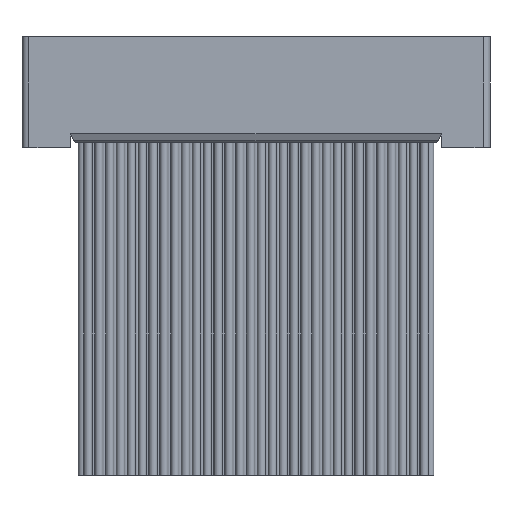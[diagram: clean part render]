
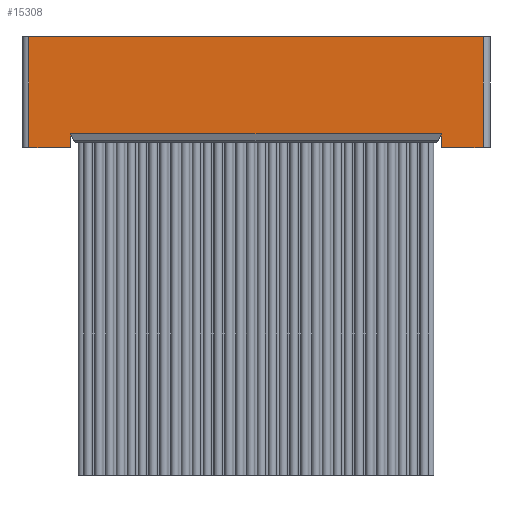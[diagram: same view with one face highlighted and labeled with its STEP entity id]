
A CAD part, front view. The second image highlights one B-rep face of the part: STEP entity #15308.
In plain terms, the highlighted planar face has unit normal (0, -1, 0).
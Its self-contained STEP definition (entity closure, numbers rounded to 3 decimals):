
#903=DIRECTION('',(1.,0.,0.));
#904=VECTOR('',#903,26.61);
#905=CARTESIAN_POINT('',(-13.192,-2.05,40.26));
#906=LINE('',#905,#904);
#907=DIRECTION('',(-1.,0.,0.));
#908=VECTOR('',#907,2.45);
#909=CARTESIAN_POINT('',(-10.742,-2.05,33.76));
#910=LINE('',#909,#908);
#915=DIRECTION('',(0.,0.,1.));
#916=VECTOR('',#915,6.5);
#917=CARTESIAN_POINT('',(13.418,-2.05,33.76));
#918=LINE('',#917,#916);
#3009=DIRECTION('',(1.,0.,0.));
#3010=VECTOR('',#3009,2.45);
#3011=CARTESIAN_POINT('',(10.968,-2.05,33.76));
#3012=LINE('',#3011,#3010);
#3060=DIRECTION('',(0.,0.,1.));
#3061=VECTOR('',#3060,0.8);
#3062=CARTESIAN_POINT('',(-10.742,-2.05,33.76));
#3063=LINE('',#3062,#3061);
#3072=DIRECTION('',(-1.,0.,0.));
#3073=VECTOR('',#3072,21.71);
#3074=CARTESIAN_POINT('',(10.968,-2.05,34.56));
#3075=LINE('',#3074,#3073);
#3088=DIRECTION('',(0.,0.,-1.));
#3089=VECTOR('',#3088,0.8);
#3090=CARTESIAN_POINT('',(10.968,-2.05,34.56));
#3091=LINE('',#3090,#3089);
#6901=DIRECTION('',(0.,0.,-1.));
#6902=VECTOR('',#6901,6.5);
#6903=CARTESIAN_POINT('',(-13.192,-2.05,40.26));
#6904=LINE('',#6903,#6902);
#12899=CARTESIAN_POINT('',(13.418,-2.05,40.26));
#12900=VERTEX_POINT('',#12899);
#12901=CARTESIAN_POINT('',(-13.192,-2.05,40.26));
#12902=VERTEX_POINT('',#12901);
#12939=CARTESIAN_POINT('',(-10.742,-2.05,33.76));
#12940=CARTESIAN_POINT('',(-13.192,-2.05,33.76));
#12941=VERTEX_POINT('',#12939);
#12942=VERTEX_POINT('',#12940);
#12951=CARTESIAN_POINT('',(-10.742,-2.05,34.56));
#12952=VERTEX_POINT('',#12951);
#12953=CARTESIAN_POINT('',(10.968,-2.05,34.56));
#12954=VERTEX_POINT('',#12953);
#12955=CARTESIAN_POINT('',(10.968,-2.05,33.76));
#12956=VERTEX_POINT('',#12955);
#12957=CARTESIAN_POINT('',(13.418,-2.05,33.76));
#12958=VERTEX_POINT('',#12957);
#15287=CARTESIAN_POINT('',(0.113,-2.05,37.01));
#15288=DIRECTION('',(0.,1.,0.));
#15289=DIRECTION('',(0.,0.,1.));
#15290=AXIS2_PLACEMENT_3D('',#15287,#15288,#15289);
#15291=PLANE('',#15290);
#15292=ORIENTED_EDGE('',*,*,#15200,.T.);
#15294=ORIENTED_EDGE('',*,*,#15293,.F.);
#15296=ORIENTED_EDGE('',*,*,#15295,.F.);
#15298=ORIENTED_EDGE('',*,*,#15297,.F.);
#15300=ORIENTED_EDGE('',*,*,#15299,.T.);
#15302=ORIENTED_EDGE('',*,*,#15301,.F.);
#15303=ORIENTED_EDGE('',*,*,#15267,.T.);
#15305=ORIENTED_EDGE('',*,*,#15304,.F.);
#15306=EDGE_LOOP('',(#15292,#15294,#15296,#15298,#15300,#15302,#15303,#15305));
#15307=FACE_OUTER_BOUND('',#15306,.F.);
#15200=EDGE_CURVE('',#12902,#12900,#906,.T.);
#15267=EDGE_CURVE('',#12941,#12942,#910,.T.);
#15293=EDGE_CURVE('',#12958,#12900,#918,.T.);
#15295=EDGE_CURVE('',#12956,#12958,#3012,.T.);
#15297=EDGE_CURVE('',#12954,#12956,#3091,.T.);
#15299=EDGE_CURVE('',#12954,#12952,#3075,.T.);
#15301=EDGE_CURVE('',#12941,#12952,#3063,.T.);
#15304=EDGE_CURVE('',#12902,#12942,#6904,.T.);
#15308=ADVANCED_FACE('',(#15307),#15291,.F.);
